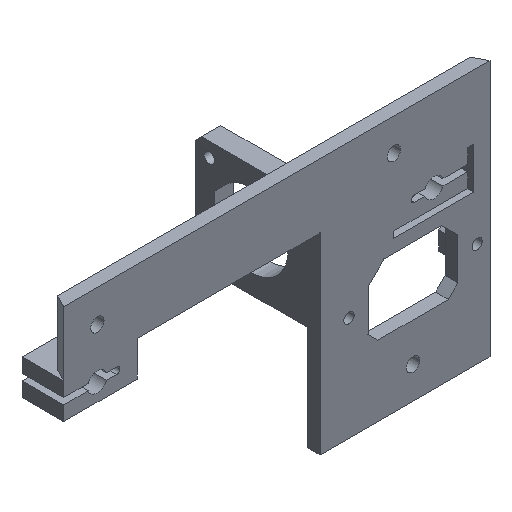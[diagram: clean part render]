
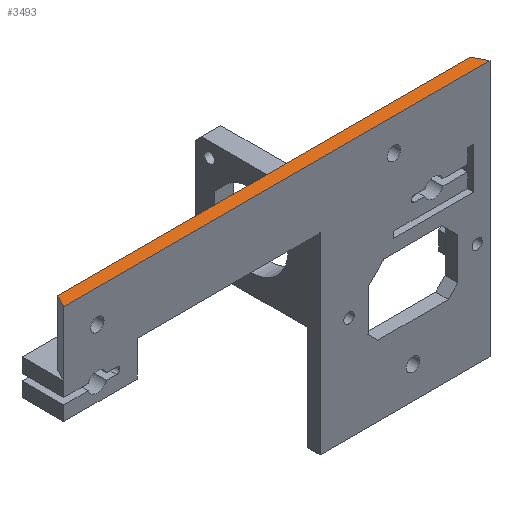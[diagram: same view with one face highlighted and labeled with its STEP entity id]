
A CAD part, isometric view. The second image highlights one B-rep face of the part: STEP entity #3493.
In plain terms, the highlighted planar face has unit normal (0, 0, 1).
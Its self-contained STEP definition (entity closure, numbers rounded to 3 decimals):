
#126 = PLANE('',#127);
#127 = AXIS2_PLACEMENT_3D('',#128,#129,#130);
#128 = CARTESIAN_POINT('',(81.551,4.,-10.307));
#129 = DIRECTION('',(0.,-1.,0.));
#130 = DIRECTION('',(0.,0.,-1.));
#1409 = VERTEX_POINT('',#1410);
#1410 = CARTESIAN_POINT('',(131.,4.,20.));
#1424 = PLANE('',#1425);
#1425 = AXIS2_PLACEMENT_3D('',#1426,#1427,#1428);
#1426 = CARTESIAN_POINT('',(133.,0.,20.));
#1427 = DIRECTION('',(0.894,0.447,0.));
#1428 = DIRECTION('',(-0.447,0.894,0.));
#1436 = EDGE_CURVE('',#1437,#1409,#1439,.T.);
#1437 = VERTEX_POINT('',#1438);
#1438 = CARTESIAN_POINT('',(2.,4.,20.));
#1439 = SURFACE_CURVE('',#1440,(#1444,#1451),.PCURVE_S1.);
#1440 = LINE('',#1441,#1442);
#1441 = CARTESIAN_POINT('',(0.,4.,20.));
#1442 = VECTOR('',#1443,1.);
#1443 = DIRECTION('',(1.,0.,0.));
#1444 = PCURVE('',#126,#1445);
#1445 = DEFINITIONAL_REPRESENTATION('',(#1446),#1450);
#1446 = LINE('',#1447,#1448);
#1447 = CARTESIAN_POINT('',(-30.307,-81.551));
#1448 = VECTOR('',#1449,1.);
#1449 = DIRECTION('',(0.,1.));
#1450 = ( GEOMETRIC_REPRESENTATION_CONTEXT(2) 
PARAMETRIC_REPRESENTATION_CONTEXT() REPRESENTATION_CONTEXT('2D SPACE',''
  ) );
#1451 = PCURVE('',#1452,#1457);
#1452 = PLANE('',#1453);
#1453 = AXIS2_PLACEMENT_3D('',#1454,#1455,#1456);
#1454 = CARTESIAN_POINT('',(0.,0.,20.));
#1455 = DIRECTION('',(0.,0.,1.));
#1456 = DIRECTION('',(1.,0.,0.));
#1457 = DEFINITIONAL_REPRESENTATION('',(#1458),#1462);
#1458 = LINE('',#1459,#1460);
#1459 = CARTESIAN_POINT('',(0.,4.));
#1460 = VECTOR('',#1461,1.);
#1461 = DIRECTION('',(1.,0.));
#1462 = ( GEOMETRIC_REPRESENTATION_CONTEXT(2) 
PARAMETRIC_REPRESENTATION_CONTEXT() REPRESENTATION_CONTEXT('2D SPACE',''
  ) );
#1480 = PLANE('',#1481);
#1481 = AXIS2_PLACEMENT_3D('',#1482,#1483,#1484);
#1482 = CARTESIAN_POINT('',(0.,0.,20.));
#1483 = DIRECTION('',(0.894,-0.447,0.));
#1484 = DIRECTION('',(0.447,0.894,0.));
#3191 = PLANE('',#3192);
#3192 = AXIS2_PLACEMENT_3D('',#3193,#3194,#3195);
#3193 = CARTESIAN_POINT('',(69.555,0.,
    -8.861));
#3194 = DIRECTION('',(0.,-1.,0.));
#3195 = DIRECTION('',(-1.,0.,0.));
#3449 = VERTEX_POINT('',#3450);
#3450 = CARTESIAN_POINT('',(0.,0.,20.));
#3473 = EDGE_CURVE('',#3449,#1437,#3474,.T.);
#3474 = SURFACE_CURVE('',#3475,(#3479,#3486),.PCURVE_S1.);
#3475 = LINE('',#3476,#3477);
#3476 = CARTESIAN_POINT('',(0.,0.,20.));
#3477 = VECTOR('',#3478,1.);
#3478 = DIRECTION('',(0.447,0.894,0.));
#3479 = PCURVE('',#1480,#3480);
#3480 = DEFINITIONAL_REPRESENTATION('',(#3481),#3485);
#3481 = LINE('',#3482,#3483);
#3482 = CARTESIAN_POINT('',(0.,0.));
#3483 = VECTOR('',#3484,1.);
#3484 = DIRECTION('',(1.,0.));
#3485 = ( GEOMETRIC_REPRESENTATION_CONTEXT(2) 
PARAMETRIC_REPRESENTATION_CONTEXT() REPRESENTATION_CONTEXT('2D SPACE',''
  ) );
#3486 = PCURVE('',#1452,#3487);
#3487 = DEFINITIONAL_REPRESENTATION('',(#3488),#3492);
#3488 = LINE('',#3489,#3490);
#3489 = CARTESIAN_POINT('',(0.,0.));
#3490 = VECTOR('',#3491,1.);
#3491 = DIRECTION('',(0.447,0.894));
#3492 = ( GEOMETRIC_REPRESENTATION_CONTEXT(2) 
PARAMETRIC_REPRESENTATION_CONTEXT() REPRESENTATION_CONTEXT('2D SPACE',''
  ) );
#3493 = ADVANCED_FACE('',(#3494),#1452,.T.);
#3494 = FACE_BOUND('',#3495,.T.);
#3495 = EDGE_LOOP('',(#3496,#3497,#3520,#3541));
#3496 = ORIENTED_EDGE('',*,*,#3473,.F.);
#3497 = ORIENTED_EDGE('',*,*,#3498,.T.);
#3498 = EDGE_CURVE('',#3449,#3499,#3501,.T.);
#3499 = VERTEX_POINT('',#3500);
#3500 = CARTESIAN_POINT('',(133.,0.,20.));
#3501 = SURFACE_CURVE('',#3502,(#3506,#3513),.PCURVE_S1.);
#3502 = LINE('',#3503,#3504);
#3503 = CARTESIAN_POINT('',(0.,0.,20.));
#3504 = VECTOR('',#3505,1.);
#3505 = DIRECTION('',(1.,0.,0.));
#3506 = PCURVE('',#1452,#3507);
#3507 = DEFINITIONAL_REPRESENTATION('',(#3508),#3512);
#3508 = LINE('',#3509,#3510);
#3509 = CARTESIAN_POINT('',(0.,0.));
#3510 = VECTOR('',#3511,1.);
#3511 = DIRECTION('',(1.,0.));
#3512 = ( GEOMETRIC_REPRESENTATION_CONTEXT(2) 
PARAMETRIC_REPRESENTATION_CONTEXT() REPRESENTATION_CONTEXT('2D SPACE',''
  ) );
#3513 = PCURVE('',#3191,#3514);
#3514 = DEFINITIONAL_REPRESENTATION('',(#3515),#3519);
#3515 = LINE('',#3516,#3517);
#3516 = CARTESIAN_POINT('',(69.555,-28.861));
#3517 = VECTOR('',#3518,1.);
#3518 = DIRECTION('',(-1.,0.));
#3519 = ( GEOMETRIC_REPRESENTATION_CONTEXT(2) 
PARAMETRIC_REPRESENTATION_CONTEXT() REPRESENTATION_CONTEXT('2D SPACE',''
  ) );
#3520 = ORIENTED_EDGE('',*,*,#3521,.T.);
#3521 = EDGE_CURVE('',#3499,#1409,#3522,.T.);
#3522 = SURFACE_CURVE('',#3523,(#3527,#3534),.PCURVE_S1.);
#3523 = LINE('',#3524,#3525);
#3524 = CARTESIAN_POINT('',(133.,0.,20.));
#3525 = VECTOR('',#3526,1.);
#3526 = DIRECTION('',(-0.447,0.894,0.));
#3527 = PCURVE('',#1452,#3528);
#3528 = DEFINITIONAL_REPRESENTATION('',(#3529),#3533);
#3529 = LINE('',#3530,#3531);
#3530 = CARTESIAN_POINT('',(133.,0.));
#3531 = VECTOR('',#3532,1.);
#3532 = DIRECTION('',(-0.447,0.894));
#3533 = ( GEOMETRIC_REPRESENTATION_CONTEXT(2) 
PARAMETRIC_REPRESENTATION_CONTEXT() REPRESENTATION_CONTEXT('2D SPACE',''
  ) );
#3534 = PCURVE('',#1424,#3535);
#3535 = DEFINITIONAL_REPRESENTATION('',(#3536),#3540);
#3536 = LINE('',#3537,#3538);
#3537 = CARTESIAN_POINT('',(0.,0.));
#3538 = VECTOR('',#3539,1.);
#3539 = DIRECTION('',(1.,0.));
#3540 = ( GEOMETRIC_REPRESENTATION_CONTEXT(2) 
PARAMETRIC_REPRESENTATION_CONTEXT() REPRESENTATION_CONTEXT('2D SPACE',''
  ) );
#3541 = ORIENTED_EDGE('',*,*,#1436,.F.);
